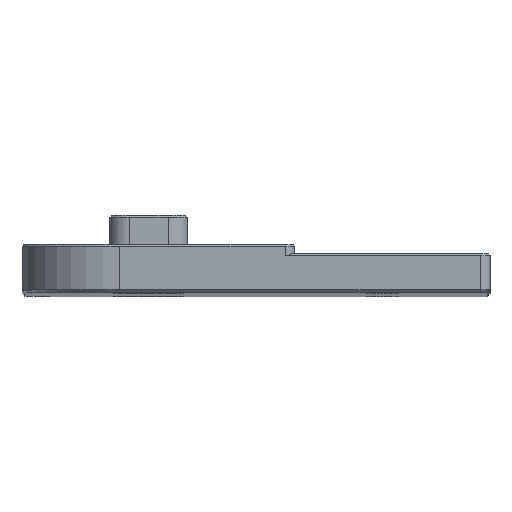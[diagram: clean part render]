
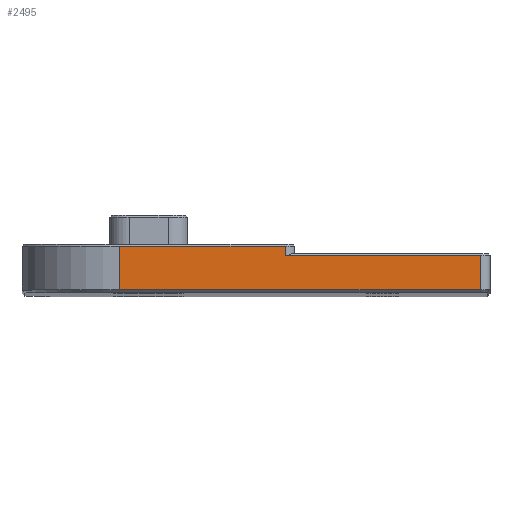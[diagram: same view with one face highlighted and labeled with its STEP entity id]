
A CAD part, top view. The second image highlights one B-rep face of the part: STEP entity #2495.
In plain terms, the highlighted planar face has unit normal (0, 0, 1).
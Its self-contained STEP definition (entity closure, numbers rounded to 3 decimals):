
#68 = DIRECTION ( 'NONE',  ( 0., 0., -1. ) ) ;
#129 = DIRECTION ( 'NONE',  ( -1., 0., 0. ) ) ;
#157 = CARTESIAN_POINT ( 'NONE',  ( -18., 8., 110. ) ) ;
#209 = CARTESIAN_POINT ( 'NONE',  ( -18., 4.8, 110. ) ) ;
#238 = ORIENTED_EDGE ( 'NONE', *, *, #2511, .T. ) ;
#275 = VECTOR ( 'NONE', #1031, 1000. ) ;
#276 = PLANE ( 'NONE',  #1345 ) ;
#279 = CARTESIAN_POINT ( 'NONE',  ( -1., 3.8, 110. ) ) ;
#357 = VERTEX_POINT ( 'NONE', #1964 ) ;
#384 = LINE ( 'NONE', #157, #2125 ) ;
#430 = EDGE_CURVE ( 'NONE', #1690, #2666, #2629, .T. ) ;
#472 = VECTOR ( 'NONE', #2487, 1000. ) ;
#531 = EDGE_LOOP ( 'NONE', ( #238, #2857, #1145, #2198, #609, #2239 ) ) ;
#557 = CARTESIAN_POINT ( 'NONE',  ( 19., 8., 110. ) ) ;
#569 = LINE ( 'NONE', #1464, #275 ) ;
#609 = ORIENTED_EDGE ( 'NONE', *, *, #2226, .T. ) ;
#841 = VECTOR ( 'NONE', #129, 1000. ) ;
#868 = VERTEX_POINT ( 'NONE', #279 ) ;
#943 = LINE ( 'NONE', #557, #1671 ) ;
#1031 = DIRECTION ( 'NONE',  ( 1., 0., 0. ) ) ;
#1048 = DIRECTION ( 'NONE',  ( 0., -1., 0. ) ) ;
#1095 = DIRECTION ( 'NONE',  ( -1., 0., 0. ) ) ;
#1145 = ORIENTED_EDGE ( 'NONE', *, *, #2458, .T. ) ;
#1178 = LINE ( 'NONE', #1374, #472 ) ;
#1345 = AXIS2_PLACEMENT_3D ( 'NONE', #2084, #68, #1825 ) ;
#1374 = CARTESIAN_POINT ( 'NONE',  ( -1., 8., 110. ) ) ;
#1397 = CARTESIAN_POINT ( 'NONE',  ( 19., 0.3, 110. ) ) ;
#1439 = DIRECTION ( 'NONE',  ( 0., 1., 0. ) ) ;
#1454 = EDGE_CURVE ( 'NONE', #2423, #2001, #569, .T. ) ;
#1464 = CARTESIAN_POINT ( 'NONE',  ( 20., 0.3, 110. ) ) ;
#1499 = CARTESIAN_POINT ( 'NONE',  ( -18., 4.8, 110. ) ) ;
#1634 = CARTESIAN_POINT ( 'NONE',  ( -1., 4.8, 110. ) ) ;
#1671 = VECTOR ( 'NONE', #1439, 1000. ) ;
#1690 = VERTEX_POINT ( 'NONE', #1634 ) ;
#1726 = CARTESIAN_POINT ( 'NONE',  ( -1., 3.8, 110. ) ) ;
#1825 = DIRECTION ( 'NONE',  ( -1., 0., 0. ) ) ;
#1927 = LINE ( 'NONE', #1726, #841 ) ;
#1964 = CARTESIAN_POINT ( 'NONE',  ( 19., 3.8, 110. ) ) ;
#2001 = VERTEX_POINT ( 'NONE', #1397 ) ;
#2084 = CARTESIAN_POINT ( 'NONE',  ( 20., 8., 110. ) ) ;
#2125 = VECTOR ( 'NONE', #1048, 1000. ) ;
#2198 = ORIENTED_EDGE ( 'NONE', *, *, #430, .T. ) ;
#2226 = EDGE_CURVE ( 'NONE', #2666, #2423, #384, .T. ) ;
#2238 = EDGE_CURVE ( 'NONE', #357, #868, #1927, .T. ) ;
#2239 = ORIENTED_EDGE ( 'NONE', *, *, #1454, .T. ) ;
#2423 = VERTEX_POINT ( 'NONE', #2722 ) ;
#2458 = EDGE_CURVE ( 'NONE', #868, #1690, #1178, .T. ) ;
#2487 = DIRECTION ( 'NONE',  ( 0., 1., 0. ) ) ;
#2495 = ADVANCED_FACE ( 'NONE', ( #2532 ), #276, .F. ) ;
#2511 = EDGE_CURVE ( 'NONE', #2001, #357, #943, .T. ) ;
#2532 = FACE_OUTER_BOUND ( 'NONE', #531, .T. ) ;
#2574 = VECTOR ( 'NONE', #1095, 1000. ) ;
#2629 = LINE ( 'NONE', #209, #2574 ) ;
#2666 = VERTEX_POINT ( 'NONE', #1499 ) ;
#2722 = CARTESIAN_POINT ( 'NONE',  ( -18., 0.3, 110. ) ) ;
#2857 = ORIENTED_EDGE ( 'NONE', *, *, #2238, .T. ) ;
